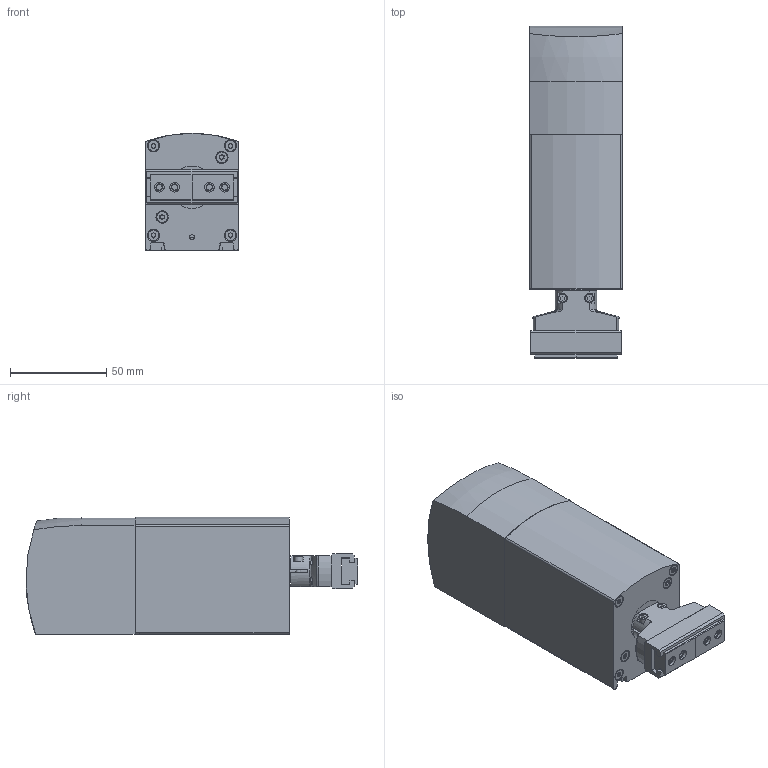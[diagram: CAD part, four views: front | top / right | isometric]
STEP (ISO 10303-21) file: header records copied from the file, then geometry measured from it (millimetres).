
FILE_DESCRIPTION(/* description */ ('STEP AP214'),/* implementation_level */ '2;1');
FILE_NAME(/* name */ '4788875_EHMD-40-RE-GE',/* time_stamp */ '2024-08-27T15:46:58+02:00',/* author */ ('License CC BY-ND 4.0'),/* organization */ ('CADENAS'),/* preprocessor_version */ 'ST-DEVELOPER v19.3',/* originating_system */ 'PARTsolutions',/* authorisation */ ' ');
FILE_SCHEMA (('AUTOMOTIVE_DESIGN {1 0 10303 214 3 1 1}'));
Length unit declared in the file: millimetre
Products named in the file (9): 4788875 EHMD-40-RE-GE---(0_0); 4945434 EHMD-40-RE-GE---(B); 4577867 EHMD-40---(G); 4579332 EHMD-40---(J); 4736707 EMMS-ST-42-MQ-SE; 4980826 EMMS-ST-28-S2P-SE; 4788875 EHMD-40---(s); 8077988 EHMD-40-RE-GE---(T); 8077987 EHMD-40-RE-GE---(cover)
Assembly tree (9 placements, depth 2):
  4788875 EHMD-40-RE-GE---(0_0)
    4945434 EHMD-40-RE-GE---(B)
    4577867 EHMD-40---(G)
    4579332 EHMD-40---(J)  x2
    4736707 EMMS-ST-42-MQ-SE
    4980826 EMMS-ST-28-S2P-SE
    4788875 EHMD-40---(s)
    8077988 EHMD-40-RE-GE---(T)
    8077987 EHMD-40-RE-GE---(cover)
Bounding box: 48 x 172.4 x 61 mm (x, y, z)
Volume: 251542.5 mm3; surface area: 105778 mm2
Topology: 9 solids, 9 shells, 725 faces, 1807 edges, 1186 vertices
Faces by surface type: plane 374, cylinder 296, cone 42, torus 13
Full cylindrical faces by diameter (mm): 1.5 x4, 2.013 x4, 2.459 x4, 2.5 x6, 2.7 x1, 3 x6, 3.4 x4, 3.8 x4, 4.2 x4, 4.5 x2, 5 x6, 5.5 x2, 5.6 x10, 6 x5, 8 x1, 8.3 x1, 9 x1, 10 x6, 11 x2, 12.5 x1, 13.5 x1, 22 x4
Entity records: 21622 total; most frequent: DIRECTION 3576, CARTESIAN_POINT 3540, ORIENTED_EDGE 3144, EDGE_CURVE 1572, AXIS2_PLACEMENT_3D 1340, VERTEX_POINT 1109, FACE_BOUND 909, EDGE_LOOP 901
